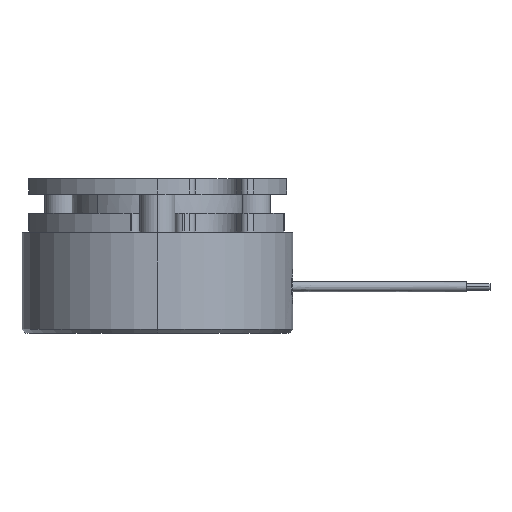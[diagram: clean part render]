
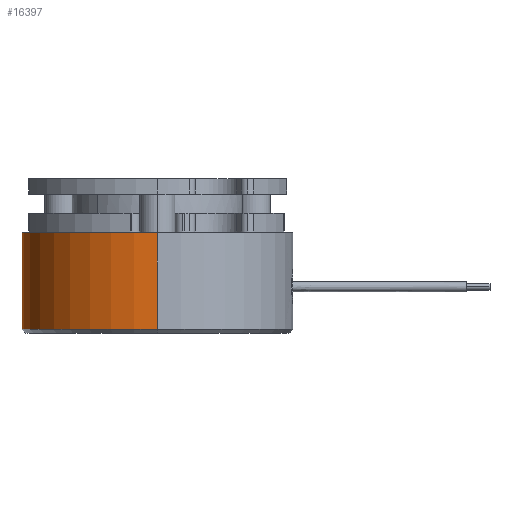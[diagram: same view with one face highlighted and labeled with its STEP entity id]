
A CAD part, left-side view. The second image highlights one B-rep face of the part: STEP entity #16397.
In plain terms, the highlighted cylindrical face has radius 17.5 mm (diameter 35 mm), a partial arc.
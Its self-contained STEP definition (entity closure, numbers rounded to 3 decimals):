
#339 = VECTOR ( 'NONE', #14154, 1000. ) ;
#419 = ORIENTED_EDGE ( 'NONE', *, *, #16765, .T. ) ;
#707 = VECTOR ( 'NONE', #7768, 1000. ) ;
#724 = CARTESIAN_POINT ( 'NONE',  ( 17.5, 0., 0.5 ) ) ;
#3700 = CARTESIAN_POINT ( 'NONE',  ( 17.5, 0., 62.497 ) ) ;
#5994 = AXIS2_PLACEMENT_3D ( 'NONE', #16918, #7949, #18429 ) ;
#6502 = ORIENTED_EDGE ( 'NONE', *, *, #9883, .T. ) ;
#6762 = CARTESIAN_POINT ( 'NONE',  ( 0., 0., 13. ) ) ;
#7163 = EDGE_CURVE ( 'NONE', #10707, #7435, #7346, .T. ) ;
#7346 = CIRCLE ( 'NONE', #9939, 17.5 ) ;
#7435 = VERTEX_POINT ( 'NONE', #17685 ) ;
#7714 = ORIENTED_EDGE ( 'NONE', *, *, #7163, .F. ) ;
#7751 = ORIENTED_EDGE ( 'NONE', *, *, #11937, .F. ) ;
#7768 = DIRECTION ( 'NONE',  ( 0., 0., -1. ) ) ;
#7949 = DIRECTION ( 'NONE',  ( 0., 0., 1. ) ) ;
#8248 = DIRECTION ( 'NONE',  ( 1., 0., 0. ) ) ;
#8283 = LINE ( 'NONE', #3700, #339 ) ;
#8659 = CIRCLE ( 'NONE', #5994, 17.5 ) ;
#8675 = LINE ( 'NONE', #18248, #707 ) ;
#8782 = DIRECTION ( 'NONE',  ( -1., 0., 0. ) ) ;
#9883 = EDGE_CURVE ( 'NONE', #10707, #13934, #8283, .T. ) ;
#9939 = AXIS2_PLACEMENT_3D ( 'NONE', #6762, #17222, #8248 ) ;
#10200 = CARTESIAN_POINT ( 'NONE',  ( 0., 0., 62.497 ) ) ;
#10420 = EDGE_LOOP ( 'NONE', ( #7714, #6502, #419, #7751 ) ) ;
#10707 = VERTEX_POINT ( 'NONE', #17638 ) ;
#11712 = DIRECTION ( 'NONE',  ( 0., 0., -1. ) ) ;
#11937 = EDGE_CURVE ( 'NONE', #7435, #13885, #8675, .T. ) ;
#12651 = FACE_OUTER_BOUND ( 'NONE', #10420, .T. ) ;
#13885 = VERTEX_POINT ( 'NONE', #15548 ) ;
#13934 = VERTEX_POINT ( 'NONE', #724 ) ;
#14154 = DIRECTION ( 'NONE',  ( 0., 0., -1. ) ) ;
#14757 = CYLINDRICAL_SURFACE ( 'NONE', #18789, 17.5 ) ;
#15548 = CARTESIAN_POINT ( 'NONE',  ( -17.5, 0., 0.5 ) ) ;
#16397 = ADVANCED_FACE ( 'NONE', ( #12651 ), #14757, .T. ) ;
#16765 = EDGE_CURVE ( 'NONE', #13934, #13885, #8659, .T. ) ;
#16918 = CARTESIAN_POINT ( 'NONE',  ( 0., 0., 0.5 ) ) ;
#17222 = DIRECTION ( 'NONE',  ( 0., 0., 1. ) ) ;
#17638 = CARTESIAN_POINT ( 'NONE',  ( 17.5, 0., 13. ) ) ;
#17685 = CARTESIAN_POINT ( 'NONE',  ( -17.5, 0., 13. ) ) ;
#18248 = CARTESIAN_POINT ( 'NONE',  ( -17.5, 0., 62.497 ) ) ;
#18429 = DIRECTION ( 'NONE',  ( 1., 0., 0. ) ) ;
#18789 = AXIS2_PLACEMENT_3D ( 'NONE', #10200, #11712, #8782 ) ;
